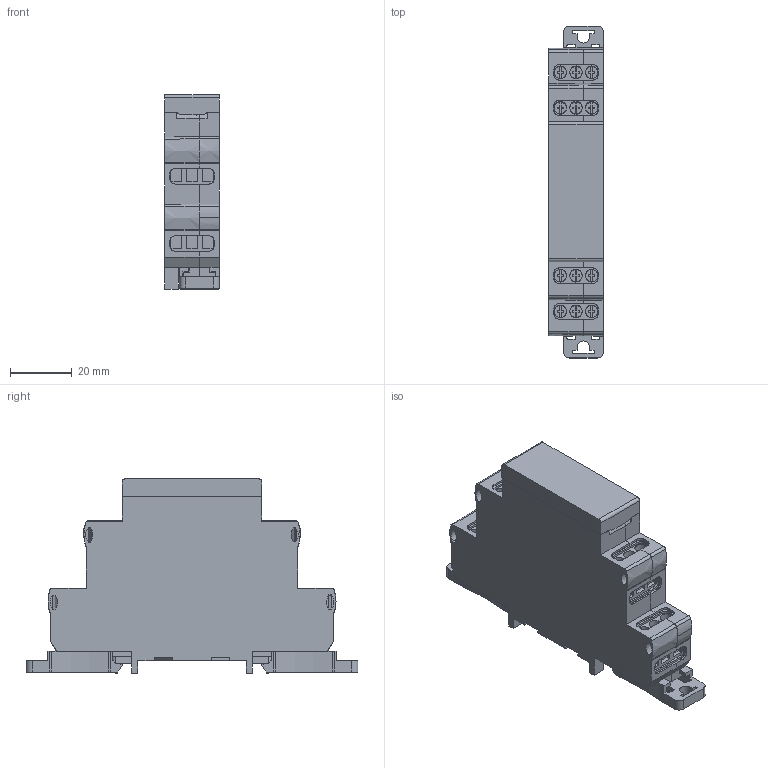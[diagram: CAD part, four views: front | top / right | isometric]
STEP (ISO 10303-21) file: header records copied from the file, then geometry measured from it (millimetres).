
FILE_DESCRIPTION (( 'STEP AP214' ), '1' );
FILE_NAME ('ESP485-2(SG).STEP', '2021-10-28T12:32:50', ( '' ), ( '' ), 'SwSTEP 2.0', 'SolidWorks 2021', '' );
FILE_SCHEMA (( 'AUTOMOTIVE_DESIGN' ));
Length unit declared in the file: millimetre
Products named in the file (1): ESP485-2(SG)
Bounding box: 17.75 x 107.2 x 62.75 mm (x, y, z)
Volume: 24386.2 mm3; surface area: 40589.8 mm2
Topology: 33 solids, 33 shells, 2223 faces, 6227 edges, 4102 vertices
Faces by surface type: plane 1804, cylinder 376, cone 25, bspline 10, sphere 8
Entity records: 71219 total; most frequent: CARTESIAN_POINT 13355, ORIENTED_EDGE 12438, DIRECTION 11241, EDGE_CURVE 6219, LINE 5249, VECTOR 5249, VERTEX_POINT 4102, AXIS2_PLACEMENT_3D 2996
